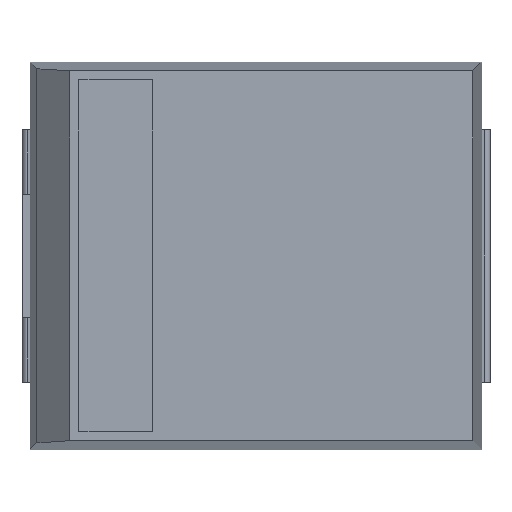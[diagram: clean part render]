
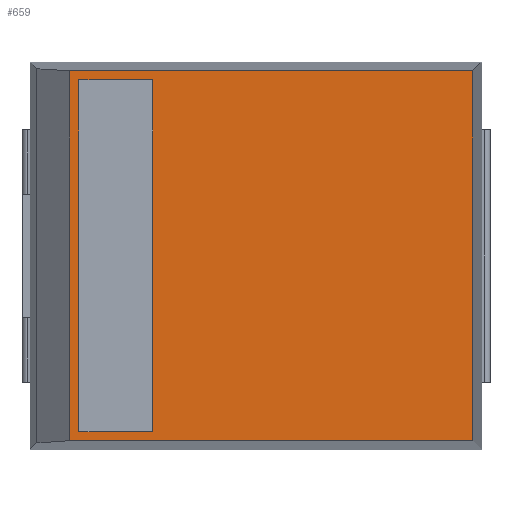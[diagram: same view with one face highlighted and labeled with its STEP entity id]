
A CAD part, top view. The second image highlights one B-rep face of the part: STEP entity #659.
In plain terms, the highlighted planar face has unit normal (0, 0, 1).
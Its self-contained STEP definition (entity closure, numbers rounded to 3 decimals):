
#84=VECTOR('',#85,1.);
#85=DIRECTION('',(-1.,0.,0.));
#235=DIRECTION('',(0.,0.,-1.));
#268=VECTOR('',#269,1.);
#269=DIRECTION('',(0.,1.,0.));
#294=VECTOR('',#295,1.);
#295=DIRECTION('',(1.,0.,0.));
#302=VECTOR('',#303,1.);
#303=DIRECTION('',(0.,-1.,0.));
#377=VERTEX_POINT('',#378);
#378=CARTESIAN_POINT('',(3.523,3.003,3.8));
#380=ORIENTED_EDGE('',*,*,#381,.F.);
#381=EDGE_CURVE('',#382,#377,#384,.T.);
#382=VERTEX_POINT('',#383);
#383=CARTESIAN_POINT('',(3.523,-3.003,3.8));
#384=LINE('',#383,#268);
#616=ORIENTED_EDGE('',*,*,#617,.F.);
#617=EDGE_CURVE('',#618,#382,#620,.T.);
#618=VERTEX_POINT('',#619);
#619=CARTESIAN_POINT('',(-3.023,-3.003,3.8));
#620=LINE('',#621,#294);
#621=CARTESIAN_POINT('',(-3.523,-3.003,3.8));
#647=VERTEX_POINT('',#648);
#648=CARTESIAN_POINT('',(-3.023,3.003,3.8));
#653=ORIENTED_EDGE('',*,*,#654,.F.);
#654=EDGE_CURVE('',#377,#647,#655,.T.);
#655=LINE('',#378,#84);
#659=ADVANCED_FACE('',(#660,#670),#692,.F.);
#660=FACE_BOUND('',#661,.F.);
#661=EDGE_LOOP('',(#653,#380,#616,#662));
#662=ORIENTED_EDGE('',*,*,#663,.F.);
#663=EDGE_CURVE('',#647,#618,#664,.T.);
#664=B_SPLINE_CURVE_WITH_KNOTS('',2,(#665,#666,#667,#668,#669),.UNSPECIFIED.,.F.,.F.,(3,1,1,3),(-0.403,-0.035,6.041,6.409),.UNSPECIFIED.);
#665=CARTESIAN_POINT('',(-3.023,3.406,3.8));
#666=CARTESIAN_POINT('',(-3.023,3.222,3.8));
#667=CARTESIAN_POINT('',(-3.023,0.,3.8));
#668=CARTESIAN_POINT('',(-3.023,-3.222,3.8));
#669=CARTESIAN_POINT('',(-3.023,-3.406,3.8));
#670=FACE_BOUND('',#671,.F.);
#671=EDGE_LOOP('',(#672,#679,#684,#689));
#672=ORIENTED_EDGE('',*,*,#673,.T.);
#673=EDGE_CURVE('',#674,#676,#678,.T.);
#674=VERTEX_POINT('',#675);
#675=CARTESIAN_POINT('',(-1.676,2.856,3.8));
#676=VERTEX_POINT('',#677);
#677=CARTESIAN_POINT('',(-2.876,2.856,3.8));
#678=LINE('',#675,#84);
#679=ORIENTED_EDGE('',*,*,#680,.T.);
#680=EDGE_CURVE('',#676,#681,#683,.T.);
#681=VERTEX_POINT('',#682);
#682=CARTESIAN_POINT('',(-2.876,-2.856,3.8));
#683=LINE('',#677,#302);
#684=ORIENTED_EDGE('',*,*,#685,.T.);
#685=EDGE_CURVE('',#681,#686,#688,.T.);
#686=VERTEX_POINT('',#687);
#687=CARTESIAN_POINT('',(-1.676,-2.856,3.8));
#688=LINE('',#682,#294);
#689=ORIENTED_EDGE('',*,*,#690,.T.);
#690=EDGE_CURVE('',#686,#674,#691,.T.);
#691=LINE('',#687,#268);
#692=PLANE('',#693);
#693=AXIS2_PLACEMENT_3D('',#383,#235,#694);
#694=DIRECTION('',(-0.761,0.649,0.));
